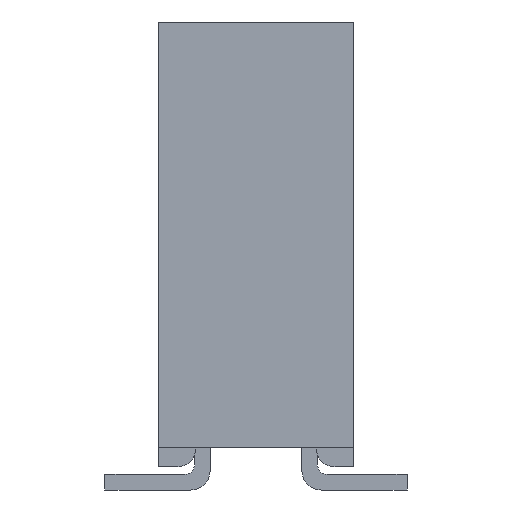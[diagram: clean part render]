
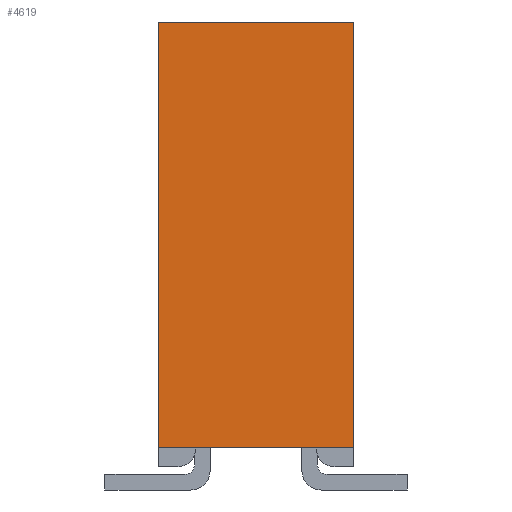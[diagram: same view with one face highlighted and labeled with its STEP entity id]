
A CAD part, left-side view. The second image highlights one B-rep face of the part: STEP entity #4619.
In plain terms, the highlighted planar face has unit normal (-1, 0, 0).
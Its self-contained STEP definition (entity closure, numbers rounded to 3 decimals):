
#4619 = ADVANCED_FACE('',(#4620),#4654,.F.);
#4620 = FACE_BOUND('',#4621,.T.);
#4621 = EDGE_LOOP('',(#4622,#4632,#4640,#4648));
#4622 = ORIENTED_EDGE('',*,*,#4623,.T.);
#4623 = EDGE_CURVE('',#4624,#4626,#4628,.T.);
#4624 = VERTEX_POINT('',#4625);
#4625 = CARTESIAN_POINT('',(-14.732,5.791,-1.27));
#4626 = VERTEX_POINT('',#4627);
#4627 = CARTESIAN_POINT('',(-14.732,0.254,-1.27));
#4628 = LINE('',#4629,#4630);
#4629 = CARTESIAN_POINT('',(-14.732,5.791,-1.27));
#4630 = VECTOR('',#4631,1.);
#4631 = DIRECTION('',(0.,-1.,0.));
#4632 = ORIENTED_EDGE('',*,*,#4633,.T.);
#4633 = EDGE_CURVE('',#4626,#4634,#4636,.T.);
#4634 = VERTEX_POINT('',#4635);
#4635 = CARTESIAN_POINT('',(-14.732,0.254,1.27));
#4636 = LINE('',#4637,#4638);
#4637 = CARTESIAN_POINT('',(-14.732,0.254,-0.787));
#4638 = VECTOR('',#4639,1.);
#4639 = DIRECTION('',(0.,0.,1.));
#4640 = ORIENTED_EDGE('',*,*,#4641,.F.);
#4641 = EDGE_CURVE('',#4642,#4634,#4644,.T.);
#4642 = VERTEX_POINT('',#4643);
#4643 = CARTESIAN_POINT('',(-14.732,5.791,1.27));
#4644 = LINE('',#4645,#4646);
#4645 = CARTESIAN_POINT('',(-14.732,5.791,1.27));
#4646 = VECTOR('',#4647,1.);
#4647 = DIRECTION('',(0.,-1.,0.));
#4648 = ORIENTED_EDGE('',*,*,#4649,.F.);
#4649 = EDGE_CURVE('',#4624,#4642,#4650,.T.);
#4650 = LINE('',#4651,#4652);
#4651 = CARTESIAN_POINT('',(-14.732,5.791,-1.27));
#4652 = VECTOR('',#4653,1.);
#4653 = DIRECTION('',(0.,0.,1.));
#4654 = PLANE('',#4655);
#4655 = AXIS2_PLACEMENT_3D('',#4656,#4657,#4658);
#4656 = CARTESIAN_POINT('',(-14.732,5.791,-1.27));
#4657 = DIRECTION('',(1.,0.,0.));
#4658 = DIRECTION('',(0.,0.,-1.));
